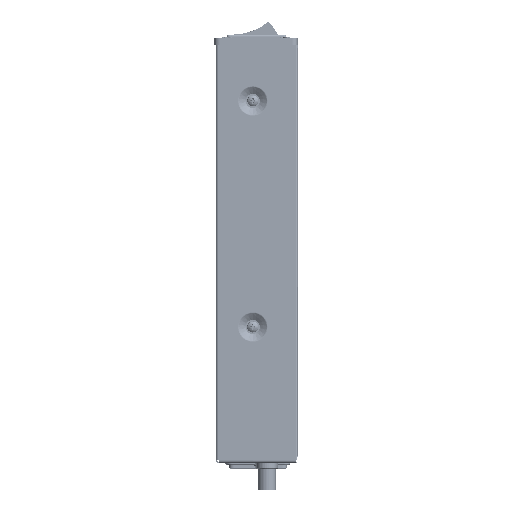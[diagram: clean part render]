
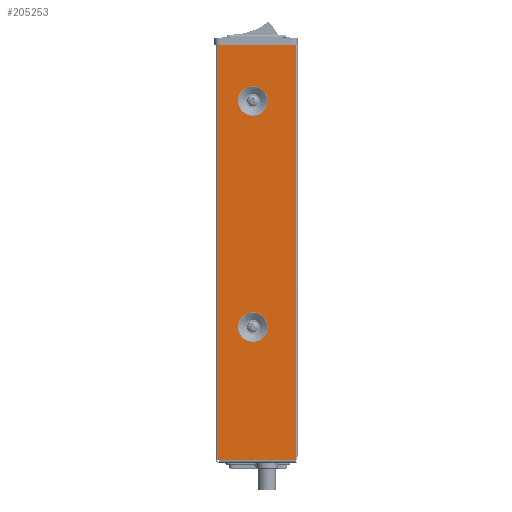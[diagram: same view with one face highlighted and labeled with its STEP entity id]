
A CAD part, left-side view. The second image highlights one B-rep face of the part: STEP entity #205253.
In plain terms, the highlighted planar face has unit normal (-1, 0, 0).
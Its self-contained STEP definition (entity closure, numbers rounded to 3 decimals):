
#9710 = CIRCLE ( 'NONE', #254455, 8.008 ) ;
#20415 = DIRECTION ( 'NONE',  ( 1., 0., 0. ) ) ;
#29102 = DIRECTION ( 'NONE',  ( 1., 0., 0. ) ) ;
#40802 = CARTESIAN_POINT ( 'NONE',  ( -47.745, 36.051, 70.979 ) ) ;
#42104 = VECTOR ( 'NONE', #228083, 1000. ) ;
#49691 = ORIENTED_EDGE ( 'NONE', *, *, #333502, .F. ) ;
#50216 = EDGE_CURVE ( 'NONE', #269917, #393308, #146717, .T. ) ;
#59543 = FACE_OUTER_BOUND ( 'NONE', #344812, .T. ) ;
#61601 = PLANE ( 'NONE',  #181423 ) ;
#65656 = DIRECTION ( 'NONE',  ( 1., 0., 0. ) ) ;
#66161 = CIRCLE ( 'NONE', #231389, 8.008 ) ;
#66324 = CARTESIAN_POINT ( 'NONE',  ( -47.745, 36.051, -43.014 ) ) ;
#76197 = CARTESIAN_POINT ( 'NONE',  ( -47.745, 12.837, 100.979 ) ) ;
#82238 = EDGE_LOOP ( 'NONE', ( #117227, #308346 ) ) ;
#97226 = CARTESIAN_POINT ( 'NONE',  ( -47.745, 36.051, -51.021 ) ) ;
#105818 = EDGE_CURVE ( 'NONE', #203083, #269917, #360050, .T. ) ;
#107552 = DIRECTION ( 'NONE',  ( 0., -1., 0. ) ) ;
#116460 = ORIENTED_EDGE ( 'NONE', *, *, #408154, .F. ) ;
#117227 = ORIENTED_EDGE ( 'NONE', *, *, #324629, .T. ) ;
#119516 = CARTESIAN_POINT ( 'NONE',  ( -47.745, 55.314, 100.979 ) ) ;
#135795 = CARTESIAN_POINT ( 'NONE',  ( -47.745, 36.051, 70.979 ) ) ;
#135983 = DIRECTION ( 'NONE',  ( 0., 0., -1. ) ) ;
#136697 = VERTEX_POINT ( 'NONE', #303526 ) ;
#136887 = CARTESIAN_POINT ( 'NONE',  ( -47.745, 54.577, 100.979 ) ) ;
#136963 = CARTESIAN_POINT ( 'NONE',  ( -47.745, 54.577, 100.979 ) ) ;
#138998 = CARTESIAN_POINT ( 'NONE',  ( -47.745, 54.577, -122.973 ) ) ;
#146511 = LINE ( 'NONE', #119516, #230310 ) ;
#146574 = DIRECTION ( 'NONE',  ( 0., 1., 0. ) ) ;
#146717 = LINE ( 'NONE', #301936, #306162 ) ;
#148776 = DIRECTION ( 'NONE',  ( 0., 0., 1. ) ) ;
#167067 = DIRECTION ( 'NONE',  ( 1., 0., 0. ) ) ;
#175449 = CARTESIAN_POINT ( 'NONE',  ( -47.745, 36.051, 62.971 ) ) ;
#181423 = AXIS2_PLACEMENT_3D ( 'NONE', #187880, #20415, #146574 ) ;
#186919 = CIRCLE ( 'NONE', #345480, 8.008 ) ;
#187880 = CARTESIAN_POINT ( 'NONE',  ( -47.745, 56.051, 100.979 ) ) ;
#188236 = ORIENTED_EDGE ( 'NONE', *, *, #389558, .T. ) ;
#200414 = VERTEX_POINT ( 'NONE', #136963 ) ;
#203083 = VERTEX_POINT ( 'NONE', #138998 ) ;
#205253 = ADVANCED_FACE ( 'NONE', ( #374035, #367869, #59543 ), #61601, .F. ) ;
#217320 = VERTEX_POINT ( 'NONE', #175449 ) ;
#218944 = CARTESIAN_POINT ( 'NONE',  ( -47.745, 36.051, -51.021 ) ) ;
#221922 = EDGE_CURVE ( 'NONE', #217320, #397523, #9710, .T. ) ;
#226015 = LINE ( 'NONE', #136887, #42104 ) ;
#228083 = DIRECTION ( 'NONE',  ( 0., 0., 1. ) ) ;
#230310 = VECTOR ( 'NONE', #243834, 1000. ) ;
#231389 = AXIS2_PLACEMENT_3D ( 'NONE', #218944, #65656, #314025 ) ;
#238108 = CARTESIAN_POINT ( 'NONE',  ( -47.745, 12.837, -122.973 ) ) ;
#243834 = DIRECTION ( 'NONE',  ( 0., -1., 0. ) ) ;
#254455 = AXIS2_PLACEMENT_3D ( 'NONE', #135795, #326090, #266210 ) ;
#266210 = DIRECTION ( 'NONE',  ( 0., 0., -1. ) ) ;
#269917 = VERTEX_POINT ( 'NONE', #238108 ) ;
#286207 = ORIENTED_EDGE ( 'NONE', *, *, #221922, .T. ) ;
#301936 = CARTESIAN_POINT ( 'NONE',  ( -47.745, 12.837, -122.973 ) ) ;
#302710 = AXIS2_PLACEMENT_3D ( 'NONE', #97226, #29102, #347700 ) ;
#303526 = CARTESIAN_POINT ( 'NONE',  ( -47.745, 36.051, -59.029 ) ) ;
#304175 = CARTESIAN_POINT ( 'NONE',  ( -47.745, 54.577, -122.973 ) ) ;
#306162 = VECTOR ( 'NONE', #148776, 1000. ) ;
#308346 = ORIENTED_EDGE ( 'NONE', *, *, #315299, .T. ) ;
#310121 = EDGE_LOOP ( 'NONE', ( #286207, #188236 ) ) ;
#314025 = DIRECTION ( 'NONE',  ( 0., 0., -1. ) ) ;
#315299 = EDGE_CURVE ( 'NONE', #388119, #136697, #408533, .T. ) ;
#324629 = EDGE_CURVE ( 'NONE', #136697, #388119, #66161, .T. ) ;
#326090 = DIRECTION ( 'NONE',  ( 1., 0., 0. ) ) ;
#329561 = ORIENTED_EDGE ( 'NONE', *, *, #50216, .T. ) ;
#333502 = EDGE_CURVE ( 'NONE', #203083, #200414, #226015, .T. ) ;
#344812 = EDGE_LOOP ( 'NONE', ( #373673, #329561, #116460, #49691 ) ) ;
#345480 = AXIS2_PLACEMENT_3D ( 'NONE', #40802, #167067, #135983 ) ;
#347700 = DIRECTION ( 'NONE',  ( 0., 0., -1. ) ) ;
#350862 = CARTESIAN_POINT ( 'NONE',  ( -47.745, 36.051, 78.986 ) ) ;
#360050 = LINE ( 'NONE', #304175, #407796 ) ;
#367869 = FACE_BOUND ( 'NONE', #82238, .T. ) ;
#373673 = ORIENTED_EDGE ( 'NONE', *, *, #105818, .T. ) ;
#374035 = FACE_BOUND ( 'NONE', #310121, .T. ) ;
#388119 = VERTEX_POINT ( 'NONE', #66324 ) ;
#389558 = EDGE_CURVE ( 'NONE', #397523, #217320, #186919, .T. ) ;
#393308 = VERTEX_POINT ( 'NONE', #76197 ) ;
#397523 = VERTEX_POINT ( 'NONE', #350862 ) ;
#407796 = VECTOR ( 'NONE', #107552, 1000. ) ;
#408154 = EDGE_CURVE ( 'NONE', #200414, #393308, #146511, .T. ) ;
#408533 = CIRCLE ( 'NONE', #302710, 8.008 ) ;
